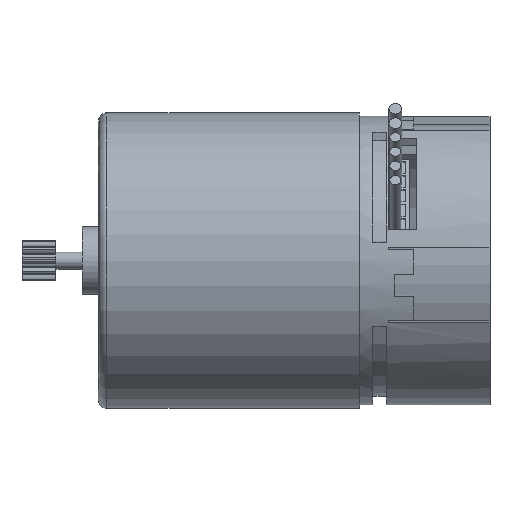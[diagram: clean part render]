
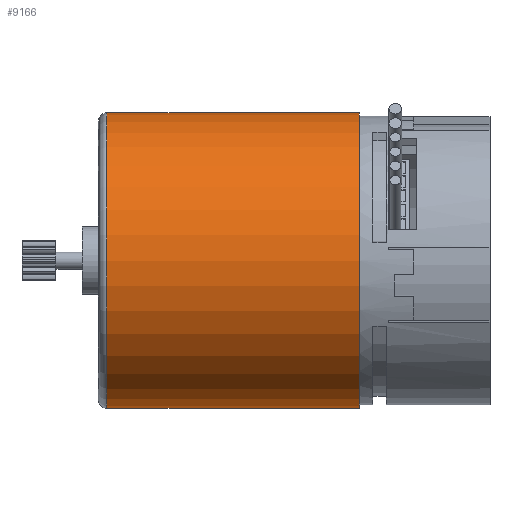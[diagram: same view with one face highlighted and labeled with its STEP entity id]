
A CAD part, front view. The second image highlights one B-rep face of the part: STEP entity #9166.
In plain terms, the highlighted cylindrical face has radius 17.4 mm (diameter 34.8 mm), a partial arc.
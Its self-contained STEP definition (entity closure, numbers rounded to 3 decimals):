
#271 = DIRECTION ( 'NONE',  ( 1., 0., 0. ) ) ;
#943 = AXIS2_PLACEMENT_3D ( 'NONE', #13129, #271, #12987 ) ;
#1403 = VERTEX_POINT ( 'NONE', #6346 ) ;
#2069 = ORIENTED_EDGE ( 'NONE', *, *, #6568, .F. ) ;
#2104 = AXIS2_PLACEMENT_3D ( 'NONE', #14441, #3907, #6464 ) ;
#2202 = VECTOR ( 'NONE', #6882, 1000. ) ;
#2282 = ORIENTED_EDGE ( 'NONE', *, *, #6069, .T. ) ;
#2555 = LINE ( 'NONE', #9173, #2202 ) ;
#2701 = VERTEX_POINT ( 'NONE', #11455 ) ;
#3030 = EDGE_LOOP ( 'NONE', ( #2069, #14732, #2282, #12333 ) ) ;
#3048 = FACE_OUTER_BOUND ( 'NONE', #3030, .T. ) ;
#3198 = CARTESIAN_POINT ( 'NONE',  ( 34.159, 29.967, 25.406 ) ) ;
#3907 = DIRECTION ( 'NONE',  ( 1., 0., 0. ) ) ;
#4512 = AXIS2_PLACEMENT_3D ( 'NONE', #12347, #6417, #9952 ) ;
#5159 = VERTEX_POINT ( 'NONE', #8573 ) ;
#5357 = CIRCLE ( 'NONE', #2104, 17.4 ) ;
#6036 = VECTOR ( 'NONE', #11419, 1000. ) ;
#6069 = EDGE_CURVE ( 'NONE', #9712, #2701, #2555, .T. ) ;
#6084 = EDGE_CURVE ( 'NONE', #9712, #5159, #7507, .T. ) ;
#6346 = CARTESIAN_POINT ( 'NONE',  ( 4.459, 29.967, 25.406 ) ) ;
#6417 = DIRECTION ( 'NONE',  ( -1., 0., 0. ) ) ;
#6464 = DIRECTION ( 'NONE',  ( 0., 0., -1. ) ) ;
#6568 = EDGE_CURVE ( 'NONE', #5159, #1403, #7653, .T. ) ;
#6706 = CYLINDRICAL_SURFACE ( 'NONE', #4512, 17.4 ) ;
#6882 = DIRECTION ( 'NONE',  ( -1., 0., 0. ) ) ;
#7507 = CIRCLE ( 'NONE', #943, 17.4 ) ;
#7653 = LINE ( 'NONE', #3198, #6036 ) ;
#7770 = CARTESIAN_POINT ( 'NONE',  ( 34.159, 29.967, 60.206 ) ) ;
#8573 = CARTESIAN_POINT ( 'NONE',  ( 34.159, 29.967, 25.406 ) ) ;
#9166 = ADVANCED_FACE ( 'NONE', ( #3048 ), #6706, .T. ) ;
#9173 = CARTESIAN_POINT ( 'NONE',  ( 34.159, 29.967, 60.206 ) ) ;
#9712 = VERTEX_POINT ( 'NONE', #7770 ) ;
#9952 = DIRECTION ( 'NONE',  ( 0., 0., 1. ) ) ;
#10591 = EDGE_CURVE ( 'NONE', #2701, #1403, #5357, .T. ) ;
#11419 = DIRECTION ( 'NONE',  ( -1., 0., 0. ) ) ;
#11455 = CARTESIAN_POINT ( 'NONE',  ( 4.459, 29.967, 60.206 ) ) ;
#12333 = ORIENTED_EDGE ( 'NONE', *, *, #10591, .T. ) ;
#12347 = CARTESIAN_POINT ( 'NONE',  ( 34.159, 29.967, 42.806 ) ) ;
#12987 = DIRECTION ( 'NONE',  ( 0., 0., -1. ) ) ;
#13129 = CARTESIAN_POINT ( 'NONE',  ( 34.159, 29.967, 42.806 ) ) ;
#14441 = CARTESIAN_POINT ( 'NONE',  ( 4.459, 29.967, 42.806 ) ) ;
#14732 = ORIENTED_EDGE ( 'NONE', *, *, #6084, .F. ) ;
